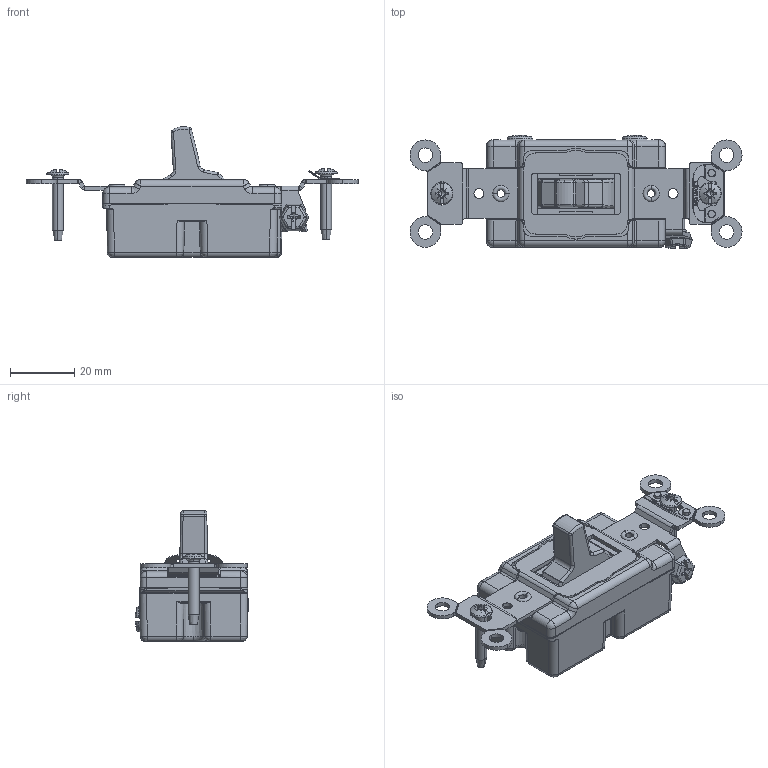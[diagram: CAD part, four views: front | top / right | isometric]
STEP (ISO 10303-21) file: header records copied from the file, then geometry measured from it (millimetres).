
FILE_DESCRIPTION (( 'STEP AP214' ), '1' );
FILE_NAME ('CATSTD-01201-002-M01.STEP', '2021-10-29T14:05:08', ( '' ), ( '' ), 'SwSTEP 2.0', 'SolidWorks 2020', '' );
FILE_SCHEMA (( 'AUTOMOTIVE_DESIGN' ));
Length unit declared in the file: inch
Products named in the file (15): OG41924-M01^CATSTD-01201-002-M01; OT71410-M01^CATSTD-01201-002-M01; OX25525-M01^CATSTD-01201-002-M01; OG84007-M01^CATSTD-01201-002-M01_OG84007-M11; OE35733-M01^CATSTD-01201-002-M01_OE-35733; BA66751-M01^CATSTD-01201-002-M01; OG63752-M01^CATSTD-01201-002-M01_OG63752-M26; BA44692-M01^CATSTD-01201-002-M01_Default-With Crush Ribs - Less Notch; BA39273-M01^CATSTD-01201-002-M01; OBA5712-M01^CATSTD-01201-002-M01; CATSTD-01201-002-M01; OX66757-M01^CATSTD-01201-002-M01; OV66756-M01^CATSTD-01201-002-M01
Assembly tree (16 placements, depth 2):
  CATSTD-01201-002-M01
    BA66751-M01^CATSTD-01201-002-M01
    BA44692-M01^CATSTD-01201-002-M01_Default-With Crush Ribs - Less Notch
    OE35733-M01^CATSTD-01201-002-M01_OE-35733
    BA39273-M01^CATSTD-01201-002-M01
    OV66756-M01^CATSTD-01201-002-M01
    OG84007-M01^CATSTD-01201-002-M01_OG84007-M11
    OG84007-M01^CATSTD-01201-002-M01_OG84007-M11
    OG41924-M01^CATSTD-01201-002-M01
    OT71410-M01^CATSTD-01201-002-M01
    OX66757-M01^CATSTD-01201-002-M01
    OX66757-M01^CATSTD-01201-002-M01
    OX25525-M01^CATSTD-01201-002-M01
    OG63752-M01^CATSTD-01201-002-M01_OG63752-M26  x2
    OBA5712-M01^CATSTD-01201-002-M01  x2
Bounding box: 103.17 x 35.2 x 40.65 mm (x, y, z)
Volume: 17581.1 mm3; surface area: 24809.6 mm2
Topology: 17 solids, 17 shells, 2095 faces, 5513 edges, 3434 vertices
Faces by surface type: plane 1093, cylinder 562, bspline 206, cone 116, sphere 60, torus 58
Entity records: 65958 total; most frequent: CARTESIAN_POINT 18660, ORIENTED_EDGE 10474, DIRECTION 8881, EDGE_CURVE 5237, VERTEX_POINT 3284, VECTOR 3041, LINE 3041, AXIS2_PLACEMENT_3D 2920
